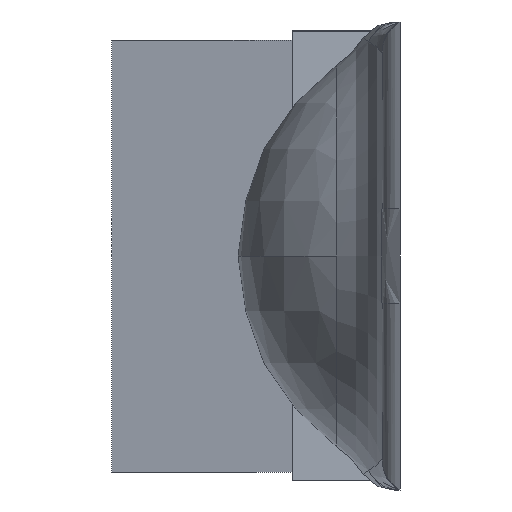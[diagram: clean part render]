
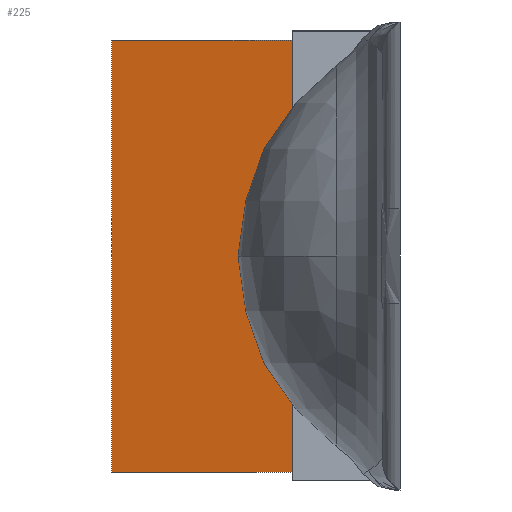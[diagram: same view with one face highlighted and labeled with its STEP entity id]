
A CAD part, left-side view. The second image highlights one B-rep face of the part: STEP entity #225.
In plain terms, the highlighted planar face has unit normal (-0.981, 0.196, 0).
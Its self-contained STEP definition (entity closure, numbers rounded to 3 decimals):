
#14 = CARTESIAN_POINT ( 'NONE',  ( -0.6, 0.8, 0.6 ) ) ;
#25 = CARTESIAN_POINT ( 'NONE',  ( -0.7, 0.3, -0.6 ) ) ;
#92 = PLANE ( 'NONE',  #443 ) ;
#153 = CARTESIAN_POINT ( 'NONE',  ( -0.6, 0.8, 0.6 ) ) ;
#225 = ADVANCED_FACE ( 'NONE', ( #1948 ), #92, .F. ) ;
#304 = LINE ( 'NONE', #1047, #397 ) ;
#397 = VECTOR ( 'NONE', #777, 1000. ) ;
#443 = AXIS2_PLACEMENT_3D ( 'NONE', #717, #1970, #1190 ) ;
#450 = EDGE_CURVE ( 'NONE', #1451, #2026, #304, .T. ) ;
#463 = CARTESIAN_POINT ( 'NONE',  ( -0.7, 0.3, 0.6 ) ) ;
#684 = ORIENTED_EDGE ( 'NONE', *, *, #1262, .F. ) ;
#717 = CARTESIAN_POINT ( 'NONE',  ( -0.6, 0.8, 0.6 ) ) ;
#767 = LINE ( 'NONE', #153, #1935 ) ;
#777 = DIRECTION ( 'NONE',  ( -0.196, -0.981, 0. ) ) ;
#948 = LINE ( 'NONE', #463, #1388 ) ;
#1047 = CARTESIAN_POINT ( 'NONE',  ( -0.6, 0.8, -0.6 ) ) ;
#1144 = CARTESIAN_POINT ( 'NONE',  ( -0.6, 0.8, 0.6 ) ) ;
#1150 = ORIENTED_EDGE ( 'NONE', *, *, #450, .T. ) ;
#1190 = DIRECTION ( 'NONE',  ( 0.196, 0.981, 0. ) ) ;
#1192 = EDGE_LOOP ( 'NONE', ( #1150, #684, #1742, #1827 ) ) ;
#1252 = DIRECTION ( 'NONE',  ( 0., 0., -1. ) ) ;
#1262 = EDGE_CURVE ( 'NONE', #1793, #2026, #948, .T. ) ;
#1287 = EDGE_CURVE ( 'NONE', #1661, #1793, #1290, .T. ) ;
#1290 = LINE ( 'NONE', #1144, #1808 ) ;
#1372 = DIRECTION ( 'NONE',  ( 0., 0., -1. ) ) ;
#1388 = VECTOR ( 'NONE', #1252, 1000. ) ;
#1451 = VERTEX_POINT ( 'NONE', #1648 ) ;
#1586 = EDGE_CURVE ( 'NONE', #1661, #1451, #767, .T. ) ;
#1613 = DIRECTION ( 'NONE',  ( -0.196, -0.981, 0. ) ) ;
#1648 = CARTESIAN_POINT ( 'NONE',  ( -0.6, 0.8, -0.6 ) ) ;
#1661 = VERTEX_POINT ( 'NONE', #14 ) ;
#1742 = ORIENTED_EDGE ( 'NONE', *, *, #1287, .F. ) ;
#1793 = VERTEX_POINT ( 'NONE', #1963 ) ;
#1808 = VECTOR ( 'NONE', #1613, 1000. ) ;
#1827 = ORIENTED_EDGE ( 'NONE', *, *, #1586, .T. ) ;
#1935 = VECTOR ( 'NONE', #1372, 1000. ) ;
#1948 = FACE_OUTER_BOUND ( 'NONE', #1192, .T. ) ;
#1963 = CARTESIAN_POINT ( 'NONE',  ( -0.7, 0.3, 0.6 ) ) ;
#1970 = DIRECTION ( 'NONE',  ( 0.981, -0.196, 0. ) ) ;
#2026 = VERTEX_POINT ( 'NONE', #25 ) ;
